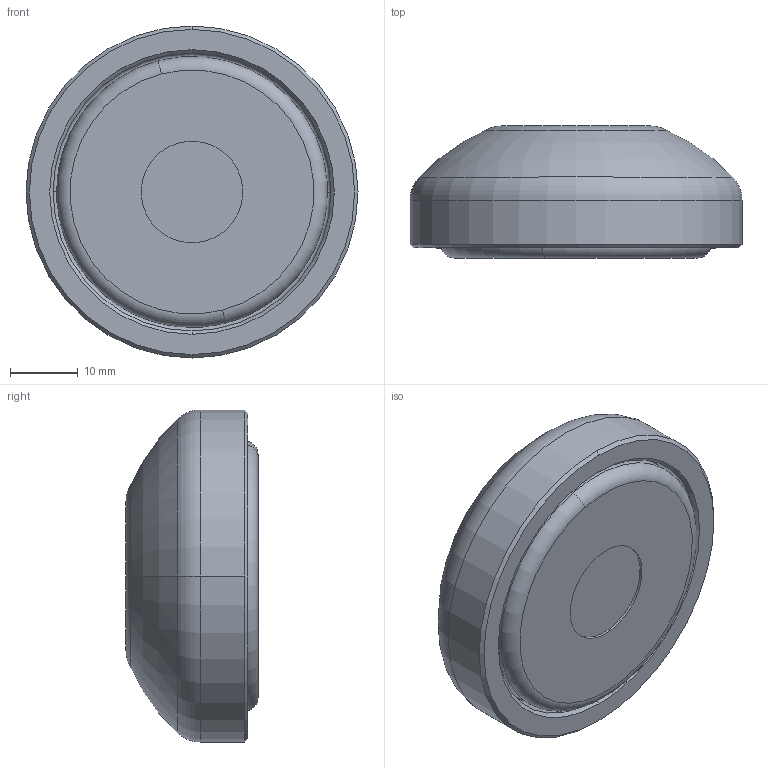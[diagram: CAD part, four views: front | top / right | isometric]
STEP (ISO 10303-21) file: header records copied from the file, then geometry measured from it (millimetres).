
FILE_DESCRIPTION (( 'STEP AP214' ), '1' );
FILE_NAME ('098d050eg.STEP', '2014-08-11T12:21:18', ( '' ), ( '' ), 'SwSTEP 2.0', 'SolidWorks 2014', '' );
FILE_SCHEMA (( 'AUTOMOTIVE_DESIGN' ));
Length unit declared in the file: millimetre
Products named in the file (3): 098dg050_098DG050S02; 098d050e_Standard; 098d050eg
Assembly tree (2 placements, depth 2):
  098d050eg
    098d050e_Standard
    098dg050_098DG050S02
Bounding box: 49 x 19.5 x 49 mm (x, y, z)
Volume: 27374.8 mm3; surface area: 10152.4 mm2
Topology: 2 solids, 2 shells, 53 faces, 106 edges, 63 vertices
Faces by surface type: torus 20, cylinder 16, plane 9, cone 6, sphere 2
Entity records: 1510 total; most frequent: DIRECTION 306, CARTESIAN_POINT 227, ORIENTED_EDGE 212, AXIS2_PLACEMENT_3D 142, EDGE_CURVE 106, CIRCLE 84, VERTEX_POINT 63, EDGE_LOOP 59
